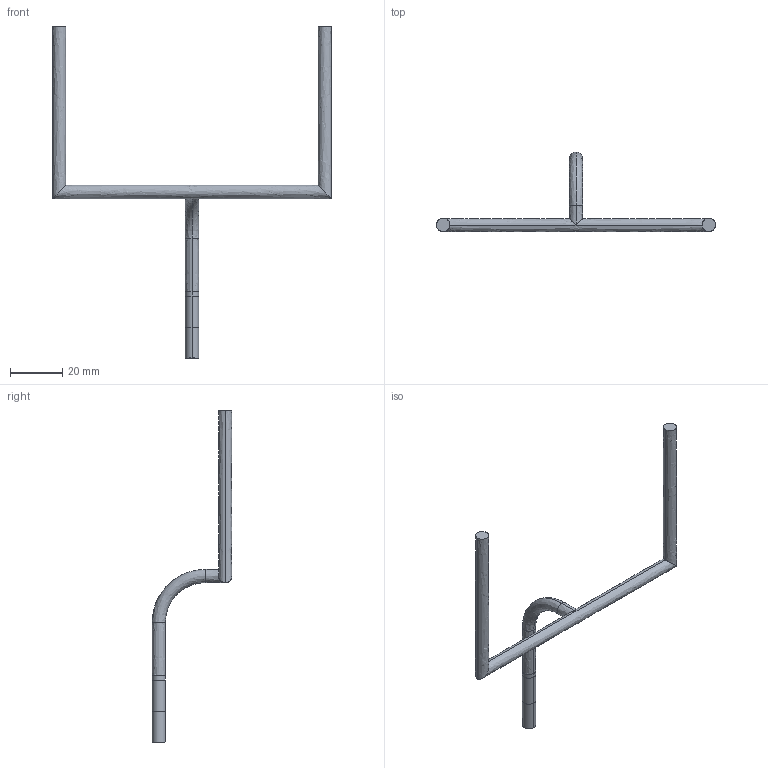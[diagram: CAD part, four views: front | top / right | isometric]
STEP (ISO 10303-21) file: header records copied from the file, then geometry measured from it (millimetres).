
FILE_DESCRIPTION(/* description */ (''),/* implementation_level */ '2;1');
FILE_NAME(/* name */ 'goal post',/* time_stamp */ '2018-09-19T17:19:09-07:00',/* author */ (''),/* organization */ (''),/* preprocessor_version */ 'ST-DEVELOPER v16.5',/* originating_system */ '',/* authorisation */ '');
FILE_SCHEMA (('AUTOMOTIVE_DESIGN'));
Length unit declared in the file: inch
Products named in the file (1): Document
Bounding box: 106.68 x 30.48 x 127 mm (x, y, z)
Surface area: 4958 mm2 (no closed solid volume)
Topology: 0 solids, 1 shells, 22 faces, 44 edges, 23 vertices
Faces by surface type: bspline 19, plane 3
Entity records: 1133 total; most frequent: CARTESIAN_POINT 866, ORIENTED_EDGE 86, EDGE_CURVE 44, VERTEX_POINT 23, ADVANCED_FACE 22, FACE_OUTER_BOUND 22, EDGE_LOOP 22, B_SPLINE_CURVE_WITH_KNOTS 12
